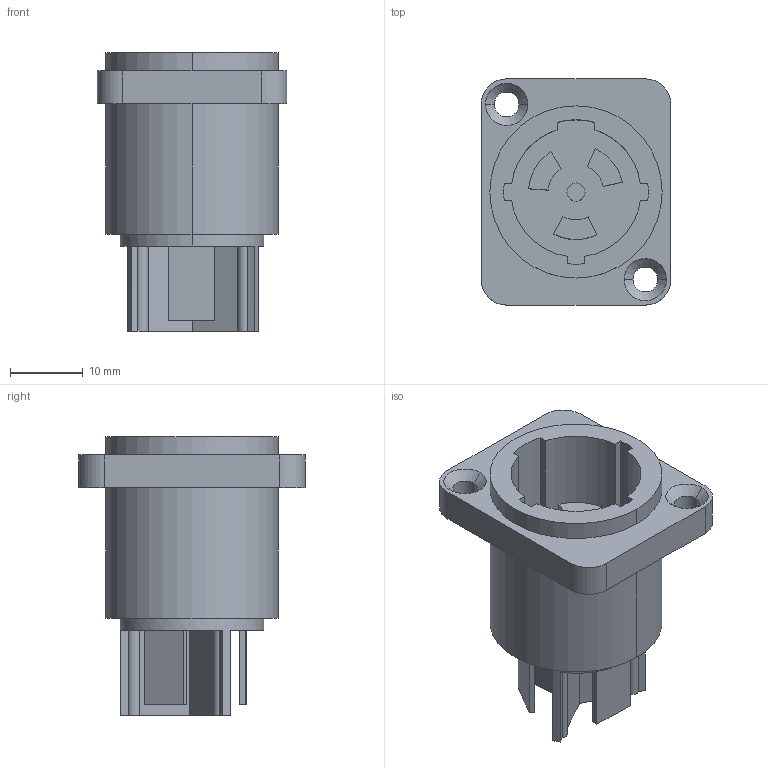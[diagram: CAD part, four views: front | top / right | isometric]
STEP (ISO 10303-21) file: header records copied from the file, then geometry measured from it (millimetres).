
FILE_DESCRIPTION((''),'2;1');
FILE_NAME('D-NAC3MPX','2011-12-13T',('noe'),(''),'PRO/ENGINEER BY PARAMETRIC TECHNOLOGY CORPORATION, 2011080','PRO/ENGINEER BY PARAMETRIC TECHNOLOGY CORPORATION, 2011080','');
FILE_SCHEMA(('AUTOMOTIVE_DESIGN_CC2 { 1 2 10303 214 -1 1 5 2 }'));
Length unit declared in the file: millimetre
Products named in the file (1): D-NAC3MPX
Bounding box: 26 x 31 x 38.2 mm (x, y, z)
Volume: 8778.6 mm3; surface area: 6733.9 mm2
Topology: 1 solids, 1 shells, 98 faces, 251 edges, 166 vertices
Faces by surface type: plane 58, cylinder 36, cone 4
Entity records: 3216 total; most frequent: DIRECTION 529, CARTESIAN_POINT 515, ORIENTED_EDGE 502, EDGE_CURVE 251, COLOUR_RGB 209, AXIS2_PLACEMENT_3D 180, VECTOR 169, LINE 169
